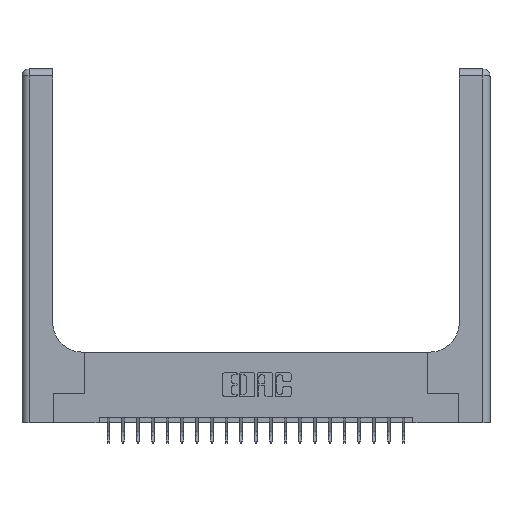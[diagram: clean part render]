
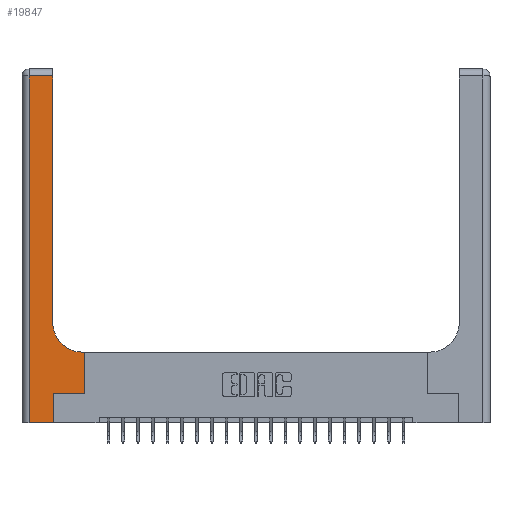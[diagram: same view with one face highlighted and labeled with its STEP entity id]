
A CAD part, top view. The second image highlights one B-rep face of the part: STEP entity #19847.
In plain terms, the highlighted planar face has unit normal (0, 0, 1).
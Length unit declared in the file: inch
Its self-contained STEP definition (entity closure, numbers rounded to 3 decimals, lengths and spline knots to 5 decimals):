
#340 = CARTESIAN_POINT ( 'NONE',  ( 0.265, 0., 0.37 ) ) ;
#555 = CARTESIAN_POINT ( 'NONE',  ( 0.265, 0.25, 0.37 ) ) ;
#672 = EDGE_CURVE ( 'NONE', #5365, #14098, #2917, .T. ) ;
#1452 = LINE ( 'NONE', #9793, #18965 ) ;
#1748 = CARTESIAN_POINT ( 'NONE',  ( 0.26, 0.85, 0.37 ) ) ;
#1827 = CIRCLE ( 'NONE', #9958, 0.25 ) ;
#1947 = CARTESIAN_POINT ( 'NONE',  ( 0.06, 3., 0.37 ) ) ;
#2276 = CARTESIAN_POINT ( 'NONE',  ( 0.06, 0., 0.37 ) ) ;
#2495 = VERTEX_POINT ( 'NONE', #7530 ) ;
#2817 = CARTESIAN_POINT ( 'NONE',  ( 0.528, 0.25, 0.37 ) ) ;
#2917 = LINE ( 'NONE', #8156, #9291 ) ;
#3089 = VECTOR ( 'NONE', #17710, 39.37008 ) ;
#3547 = LINE ( 'NONE', #4274, #16837 ) ;
#4067 = CARTESIAN_POINT ( 'NONE',  ( 0.51, 0.85, 0.37 ) ) ;
#4274 = CARTESIAN_POINT ( 'NONE',  ( 0.528, 0.25, 0.37 ) ) ;
#4972 = DIRECTION ( 'NONE',  ( -1., 0., 0. ) ) ;
#5129 = DIRECTION ( 'NONE',  ( 0., -1., 0. ) ) ;
#5164 = CARTESIAN_POINT ( 'NONE',  ( 0.51, 0.6, 0.37 ) ) ;
#5365 = VERTEX_POINT ( 'NONE', #1748 ) ;
#5548 = CARTESIAN_POINT ( 'NONE',  ( 0.26, 2.94, 0.37 ) ) ;
#5739 = CARTESIAN_POINT ( 'NONE',  ( 0., 0., 0.37 ) ) ;
#6094 = EDGE_CURVE ( 'NONE', #21889, #5365, #1827, .T. ) ;
#6934 = LINE ( 'NONE', #5739, #10913 ) ;
#7530 = CARTESIAN_POINT ( 'NONE',  ( 0.528, 0.6, 0.37 ) ) ;
#7579 = ORIENTED_EDGE ( 'NONE', *, *, #20042, .T. ) ;
#7744 = DIRECTION ( 'NONE',  ( 0., 0., -1. ) ) ;
#7785 = DIRECTION ( 'NONE',  ( 1., 0., 0. ) ) ;
#7853 = ORIENTED_EDGE ( 'NONE', *, *, #672, .T. ) ;
#7899 = EDGE_CURVE ( 'NONE', #18842, #2495, #3547, .T. ) ;
#8095 = ORIENTED_EDGE ( 'NONE', *, *, #18388, .T. ) ;
#8156 = CARTESIAN_POINT ( 'NONE',  ( 0.26, 3., 0.37 ) ) ;
#8269 = VERTEX_POINT ( 'NONE', #555 ) ;
#8383 = VERTEX_POINT ( 'NONE', #2276 ) ;
#8942 = DIRECTION ( 'NONE',  ( 1., 0., 0. ) ) ;
#9251 = CARTESIAN_POINT ( 'NONE',  ( 0.265, 0., 0.37 ) ) ;
#9291 = VECTOR ( 'NONE', #20022, 39.37008 ) ;
#9305 = PLANE ( 'NONE',  #19807 ) ;
#9793 = CARTESIAN_POINT ( 'NONE',  ( 0., 2.94, 0.37 ) ) ;
#9958 = AXIS2_PLACEMENT_3D ( 'NONE', #4067, #15923, #7785 ) ;
#10149 = EDGE_CURVE ( 'NONE', #15144, #8383, #11920, .T. ) ;
#10648 = ORIENTED_EDGE ( 'NONE', *, *, #18305, .T. ) ;
#10913 = VECTOR ( 'NONE', #8942, 39.37008 ) ;
#11368 = CARTESIAN_POINT ( 'NONE',  ( 0.265, 0.25, 0.37 ) ) ;
#11527 = CARTESIAN_POINT ( 'NONE',  ( 0.06, 2.94, 0.37 ) ) ;
#11920 = LINE ( 'NONE', #1947, #15666 ) ;
#11969 = VERTEX_POINT ( 'NONE', #340 ) ;
#12552 = LINE ( 'NONE', #15064, #16012 ) ;
#13156 = DIRECTION ( 'NONE',  ( -1., 0., 0. ) ) ;
#13333 = LINE ( 'NONE', #11368, #19963 ) ;
#13625 = ORIENTED_EDGE ( 'NONE', *, *, #16657, .T. ) ;
#14034 = ORIENTED_EDGE ( 'NONE', *, *, #6094, .T. ) ;
#14098 = VERTEX_POINT ( 'NONE', #5548 ) ;
#15064 = CARTESIAN_POINT ( 'NONE',  ( 0.26, 0.6, 0.37 ) ) ;
#15144 = VERTEX_POINT ( 'NONE', #11527 ) ;
#15666 = VECTOR ( 'NONE', #5129, 39.37008 ) ;
#15923 = DIRECTION ( 'NONE',  ( 0., 0., -1. ) ) ;
#16012 = VECTOR ( 'NONE', #4972, 39.37008 ) ;
#16411 = DIRECTION ( 'NONE',  ( -1., 0., 0. ) ) ;
#16429 = ORIENTED_EDGE ( 'NONE', *, *, #7899, .T. ) ;
#16657 = EDGE_CURVE ( 'NONE', #11969, #8269, #19833, .T. ) ;
#16837 = VECTOR ( 'NONE', #21494, 39.37008 ) ;
#17710 = DIRECTION ( 'NONE',  ( 0., 1., 0. ) ) ;
#18136 = EDGE_LOOP ( 'NONE', ( #7853, #10648, #19913, #21766, #13625, #7579, #16429, #8095, #14034 ) ) ;
#18305 = EDGE_CURVE ( 'NONE', #14098, #15144, #1452, .T. ) ;
#18388 = EDGE_CURVE ( 'NONE', #2495, #21889, #12552, .T. ) ;
#18842 = VERTEX_POINT ( 'NONE', #2817 ) ;
#18965 = VECTOR ( 'NONE', #13156, 39.37008 ) ;
#19180 = FACE_OUTER_BOUND ( 'NONE', #18136, .T. ) ;
#19807 = AXIS2_PLACEMENT_3D ( 'NONE', #21173, #7744, #16411 ) ;
#19825 = EDGE_CURVE ( 'NONE', #8383, #11969, #6934, .T. ) ;
#19833 = LINE ( 'NONE', #9251, #3089 ) ;
#19847 = ADVANCED_FACE ( 'NONE', ( #19180 ), #9305, .F. ) ;
#19913 = ORIENTED_EDGE ( 'NONE', *, *, #10149, .T. ) ;
#19963 = VECTOR ( 'NONE', #21754, 39.37008 ) ;
#20022 = DIRECTION ( 'NONE',  ( 0., 1., 0. ) ) ;
#20042 = EDGE_CURVE ( 'NONE', #8269, #18842, #13333, .T. ) ;
#21173 = CARTESIAN_POINT ( 'NONE',  ( 0., 3., 0.37 ) ) ;
#21494 = DIRECTION ( 'NONE',  ( 0., 1., 0. ) ) ;
#21754 = DIRECTION ( 'NONE',  ( 1., 0., 0. ) ) ;
#21766 = ORIENTED_EDGE ( 'NONE', *, *, #19825, .T. ) ;
#21889 = VERTEX_POINT ( 'NONE', #5164 ) ;
